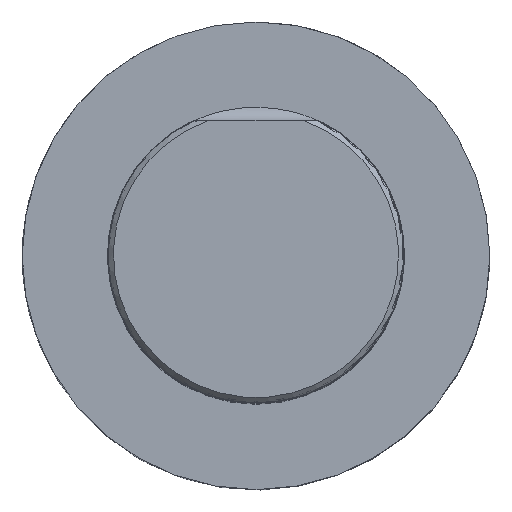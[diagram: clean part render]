
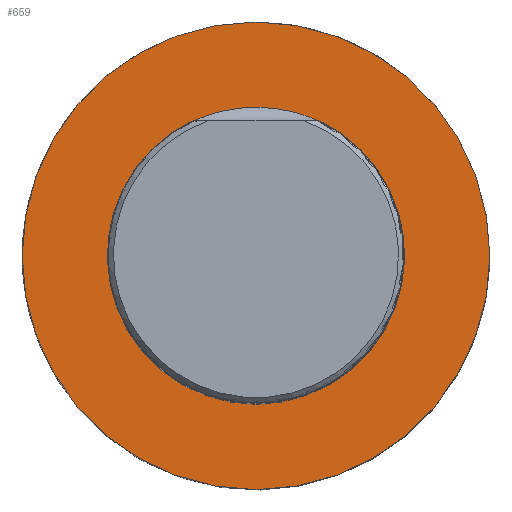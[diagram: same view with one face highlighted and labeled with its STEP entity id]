
A CAD part, top view. The second image highlights one B-rep face of the part: STEP entity #659.
In plain terms, the highlighted face is planar.
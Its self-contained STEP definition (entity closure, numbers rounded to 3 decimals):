
#221=FACE_BOUND('',#1503,.T.);
#222=FACE_BOUND('',#1504,.T.);
#435=PLANE('',#7459);
#659=ADVANCED_FACE('TB_IB_SU_5',(#221,#222),#435,.T.);
#1503=EDGE_LOOP('',(#3617));
#1504=EDGE_LOOP('',(#3618));
#3617=ORIENTED_EDGE('',*,*,#6253,.T.);
#3618=ORIENTED_EDGE('',*,*,#6260,.T.);
#5566=VERTEX_POINT('',#15814);
#5571=VERTEX_POINT('',#15872);
#6253=EDGE_CURVE('',#5566,#5566,#7149,.T.);
#6260=EDGE_CURVE('',#5571,#5571,#7150,.T.);
#7149=CIRCLE('',#7454,40.);
#7150=CIRCLE('',#7458,25.396);
#7454=AXIS2_PLACEMENT_3D('',#15813,#8286,#8287);
#7458=AXIS2_PLACEMENT_3D('',#15871,#8294,#8295);
#7459=AXIS2_PLACEMENT_3D('',#15873,#8296,#8297);
#8286=DIRECTION('',(0.,1.,0.));
#8287=DIRECTION('',(0.,0.,1.));
#8294=DIRECTION('',(0.,-1.,0.));
#8295=DIRECTION('',(0.,0.,-1.));
#8296=DIRECTION('',(0.,1.,0.));
#8297=DIRECTION('',(0.,0.,1.));
#15813=CARTESIAN_POINT('',(0.,0.,0.));
#15814=CARTESIAN_POINT('',(0.,0.,40.));
#15871=CARTESIAN_POINT('',(0.,0.,0.));
#15872=CARTESIAN_POINT('',(0.,0.,-25.396));
#15873=CARTESIAN_POINT('',(0.,0.,0.));
